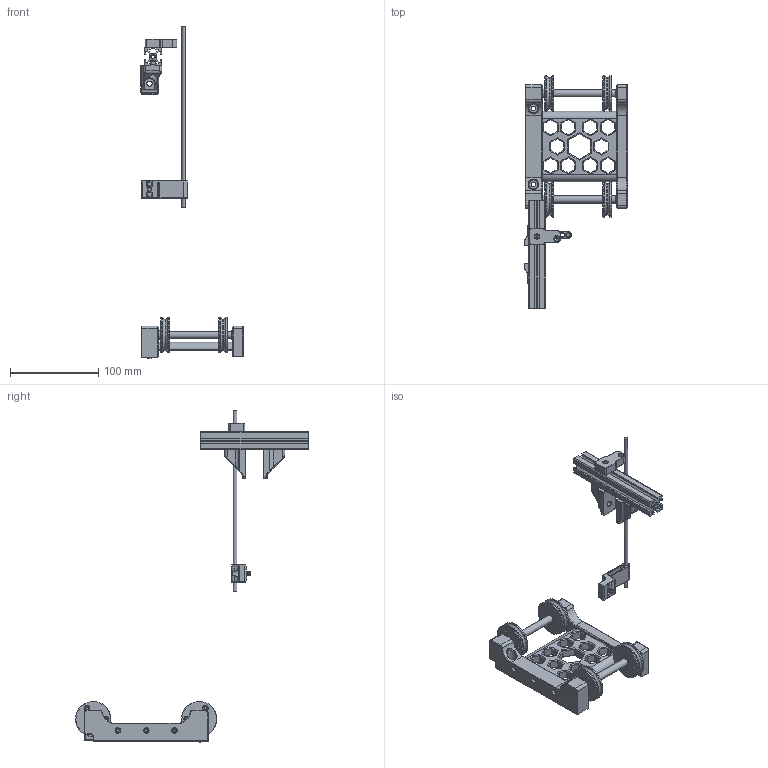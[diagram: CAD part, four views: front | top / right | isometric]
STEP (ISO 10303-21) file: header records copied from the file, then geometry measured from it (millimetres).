
FILE_DESCRIPTION(/* description */ (''),/* implementation_level */ '2;1');
FILE_NAME(/* name */ 'Trident_internal_spool_holder_001 v32.step',/* time_stamp */ '2022-05-19T21:27:04+02:00',/* author */ (''),/* organization */ (''),/* preprocessor_version */ 'ST-DEVELOPER v18.1',/* originating_system */ 'Autodesk Translation Framework v10.14.0.1471',/* authorisation */ '');
FILE_SCHEMA (('AUTOMOTIVE_DESIGN { 1 0 10303 214 3 1 1 }'));
Length unit declared in the file: millimetre
Products named in the file (69): (Unsaved); 2020_EXTRUSION v1; 2020_EXTRUSION v1 (1); 2020 bracket; Component9; Floating Bracket; 8mm Rods; Roller; Roller (1); Roller (2); Roller (3); Large_filament_spool_holder_roller v2; Large_filament_spool_holder_roller v2 (1); Middle Section; Z_Rear; Z_Motor_Mount_Rear; M5x10 BHCS (43); M3x12 SHCS (23); M3x12 SHCS (22); M3x12 SHCS (21); M3x12 SHCS (20); M5x10 BHCS (42); M5x10 BHCS (41); M5x10 BHCS (40); MGN Carriage; MGN9H - Carriage (37); MGN9H - Carriage (38); MGN9H - Carriage (39); MGN9H - Carriage (40); MGN9H - Carriage (41); MGN9H - Carriage (42); MGN9H - Carriage (43); MGN9H - Carriage (44); NEMA17 Leadscrew 300mm; Component94; PTFE; 97763A820_18-8 Stainless Steel Button Head Hex Drive Screws; F688AZZ; Roller_assembly; F688AZZ (1) (1) ...
Assembly tree (229 placements, depth 4):
  (Unsaved)
    2020_EXTRUSION v1  x2
    2020_EXTRUSION v1 (1)
    2020 bracket
    Component9
    Floating Bracket
    8mm Rods
    Roller
      Large_filament_spool_holder_roller v2
      Large_filament_spool_holder_roller v2 (1)
    Roller (1)
      Large_filament_spool_holder_roller v2
      Large_filament_spool_holder_roller v2 (1)
    Roller (2)
      Large_filament_spool_holder_roller v2
      Large_filament_spool_holder_roller v2 (1)
    Roller (3)
      Large_filament_spool_holder_roller v2
      Large_filament_spool_holder_roller v2 (1)
    Middle Section
    Z_Rear
      Z_Motor_Mount_Rear
        M5x10 BHCS (43)
        M3x12 SHCS (23)
        M3x12 SHCS (22)
        M3x12 SHCS (21)
        M3x12 SHCS (20)
        M5x10 BHCS (42)
        M5x10 BHCS (41)
        M5x10 BHCS (40)
      MGN Carriage
        MGN9H - Carriage (37)
        MGN9H - Carriage (38)
        MGN9H - Carriage (39)
        MGN9H - Carriage (40)
        MGN9H - Carriage (41)
        MGN9H - Carriage (42)
        MGN9H - Carriage (43)
        MGN9H - Carriage (44)
      NEMA17 Leadscrew 300mm
    Spacer  x2
    Component94
    PTFE
    97763A820_18-8 Stainless Steel Button Head Hex Drive Screws
    F688AZZ
      _F688AZZ Outer Ring
      _F688AZZ Inner Ring
      _F688AZZ Shield1
      _F688AZZ Ball  x12
      _F688AZZ Shield2
    Roller_assembly
      F688AZZ (1) (1)
        _F688AZZ Outer Ring (1)
        _F688AZZ Inner Ring (1)
        _F688AZZ Shield1 (1)
        _F688AZZ Ball (1)  x12
        _F688AZZ Shield2 (1)
      Roller (1) (1)
        Large_filament_spool_holder_roller v2 (2)
        Large_filament_spool_holder_roller v2 (1) (1)
Bounding box: 115.53 x 263.72 x 375.8 mm (x, y, z)
Volume: 238483.7 mm3; surface area: 127931.7 mm2
Topology: 154 solids, 154 shells, 1457 faces, 3217 edges, 1950 vertices
Faces by surface type: plane 690, cylinder 360, cone 203, sphere 101, torus 70, bspline 33
Full cylindrical faces by diameter (mm): 3.2 x6, 3.3 x12, 3.961 x12, 4.2 x19, 4.234 x1, 4.3 x2, 5 x13, 5.12 x1, 5.2 x4, 5.4 x2, 5.6 x6, 5.8 x12, 8 x8, 8.1 x10, 9.5 x3, 9.65 x32, 9.7 x4, 10 x1, 10.2 x2, 10.5 x16, 11 x2, 13.5 x16, 14.2 x32, 16 x16, 18 x16, 40 x8
Entity records: 36138 total; most frequent: CARTESIAN_POINT 10842, DIRECTION 5203, ORIENTED_EDGE 4496, EDGE_CURVE 2248, AXIS2_PLACEMENT_3D 1827, LINE 1549, VECTOR 1549, VERTEX_POINT 1349
